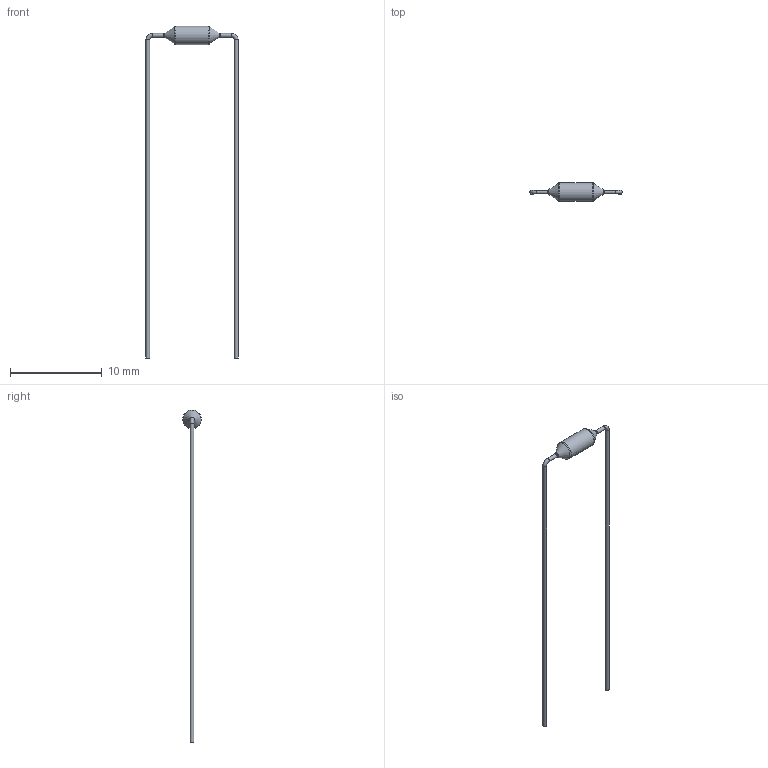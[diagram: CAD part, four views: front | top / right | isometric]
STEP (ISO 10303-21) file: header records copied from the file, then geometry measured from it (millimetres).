
FILE_DESCRIPTION(/* description */ (''),/* implementation_level */ '2;1');
FILE_NAME(/* name */ 'RN50C2741F.step',/* time_stamp */ '2024-07-12T22:51:18-04:00',/* author */ (''),/* organization */ (''),/* preprocessor_version */ 'ST-DEVELOPER v20',/* originating_system */ 'Autodesk Translation Framework v13.14.0.145',/* authorisation */ '');
FILE_SCHEMA (('AUTOMOTIVE_DESIGN { 1 0 10303 214 3 1 1 }'));
Length unit declared in the file: millimetre
Products named in the file (2): (Unsaved); RN50C2741F v1
Assembly tree (1 placements, depth 2):
  (Unsaved)
    RN50C2741F v1
Bounding box: 10.05 x 2.03 x 36.2 mm (x, y, z)
Volume: 24.8 mm3; surface area: 129.9 mm2
Topology: 3 solids, 3 shells, 19 faces, 35 edges, 22 vertices
Faces by surface type: torus 6, plane 6, cylinder 5, cone 2
Full cylindrical faces by diameter (mm): 0.41 x4, 2.03 x1
Entity records: 559 total; most frequent: DIRECTION 109, CARTESIAN_POINT 80, ORIENTED_EDGE 70, AXIS2_PLACEMENT_3D 51, EDGE_CURVE 35, CIRCLE 28, VERTEX_POINT 22, FACE_OUTER_BOUND 19
